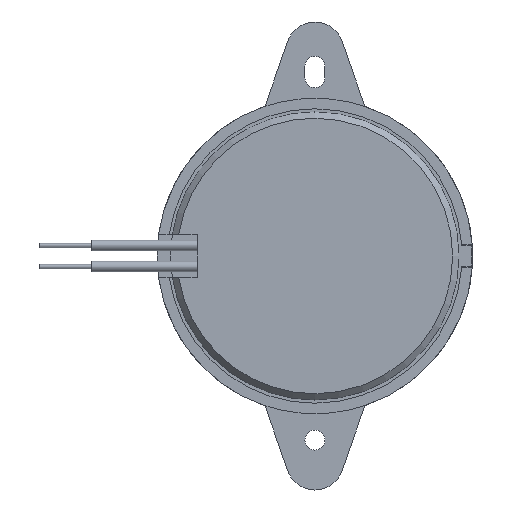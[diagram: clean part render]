
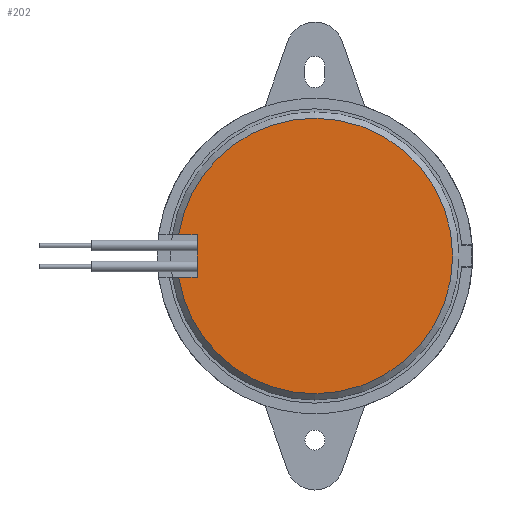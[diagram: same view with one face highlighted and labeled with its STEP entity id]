
A CAD part, front view. The second image highlights one B-rep face of the part: STEP entity #202.
In plain terms, the highlighted planar face has unit normal (0, -1, 0).
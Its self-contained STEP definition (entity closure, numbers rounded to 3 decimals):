
#202=ADVANCED_FACE('NONE',(#435),#436,.F.);
#435=FACE_OUTER_BOUND('',#696,.T.);
#436=PLANE('',#697);
#696=EDGE_LOOP('',(#1245,#1246,#1247,#1248,#1249,#1250));
#697=AXIS2_PLACEMENT_3D('',#1251,#1252,#1253);
#1245=ORIENTED_EDGE('',*,*,#1582,.T.);
#1246=ORIENTED_EDGE('',*,*,#1756,.T.);
#1247=ORIENTED_EDGE('',*,*,#1757,.T.);
#1248=ORIENTED_EDGE('',*,*,#1668,.T.);
#1249=ORIENTED_EDGE('',*,*,#1758,.T.);
#1250=ORIENTED_EDGE('',*,*,#1656,.T.);
#1251=CARTESIAN_POINT('',(0.0,0.5,0.0));
#1252=DIRECTION('',(0.0,1.0,0.0));
#1253=DIRECTION('',(1.0,0.0,-0.0));
#1582=EDGE_CURVE('NONE',#1893,#1904,#1906,.T.);
#1656=EDGE_CURVE('NONE',#2024,#1893,#2025,.T.);
#1668=EDGE_CURVE('NONE',#2042,#2043,#2044,.T.);
#1756=EDGE_CURVE('NONE',#1904,#2167,#2168,.T.);
#1757=EDGE_CURVE('NONE',#2167,#2042,#2169,.T.);
#1758=EDGE_CURVE('NONE',#2043,#2024,#2170,.T.);
#1893=VERTEX_POINT('NONE',#2340);
#1904=VERTEX_POINT('NONE',#2357);
#1906=LINE('',#2362,#2363);
#2024=VERTEX_POINT('NONE',#2521);
#2025=LINE('',#2522,#2523);
#2042=VERTEX_POINT('NONE',#2544);
#2043=VERTEX_POINT('NONE',#2545);
#2044=CIRCLE('',#2546,13.1);
#2167=VERTEX_POINT('NONE',#2702);
#2168=CIRCLE('',#2703,13.1);
#2169=CIRCLE('',#2704,13.1);
#2170=LINE('',#2705,#2706);
#2340=CARTESIAN_POINT('',(-11.2,0.5,-2.0));
#2357=CARTESIAN_POINT('',(-12.946,0.5,-2.0));
#2362=CARTESIAN_POINT('',(-13.553,0.5,-2.0));
#2363=VECTOR('',#2856,1000.0);
#2521=CARTESIAN_POINT('',(-11.2,0.5,2.0));
#2522=CARTESIAN_POINT('',(-11.2,0.5,-2.0));
#2523=VECTOR('',#2977,1000.0);
#2544=CARTESIAN_POINT('',(0.0,0.5,13.1));
#2545=CARTESIAN_POINT('',(-12.946,0.5,2.0));
#2546=AXIS2_PLACEMENT_3D('',#2994,#2995,#2996);
#2702=CARTESIAN_POINT('',(0.,0.5,-13.1));
#2703=AXIS2_PLACEMENT_3D('',#3126,#3127,#3128);
#2704=AXIS2_PLACEMENT_3D('',#3129,#3130,#3131);
#2705=CARTESIAN_POINT('',(-13.553,0.5,2.0));
#2706=VECTOR('',#3132,1000.0);
#2856=DIRECTION('',(-1.0,-0.0,0.));
#2977=DIRECTION('',(-0.0,-0.0,-1.0));
#2994=CARTESIAN_POINT('',(0.0,0.5,0.0));
#2995=DIRECTION('',(0.0,-1.0,0.0));
#2996=DIRECTION('',(0.0,0.0,1.0));
#3126=CARTESIAN_POINT('',(0.0,0.5,0.0));
#3127=DIRECTION('',(0.0,-1.0,0.0));
#3128=DIRECTION('',(0.,0.0,1.0));
#3129=CARTESIAN_POINT('',(0.0,0.5,0.0));
#3130=DIRECTION('',(0.0,-1.0,0.0));
#3131=DIRECTION('',(0.0,0.0,1.0));
#3132=DIRECTION('',(1.0,0.0,0.0));
